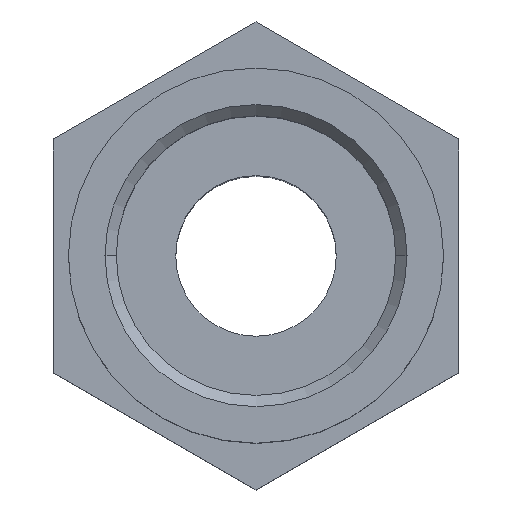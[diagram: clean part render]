
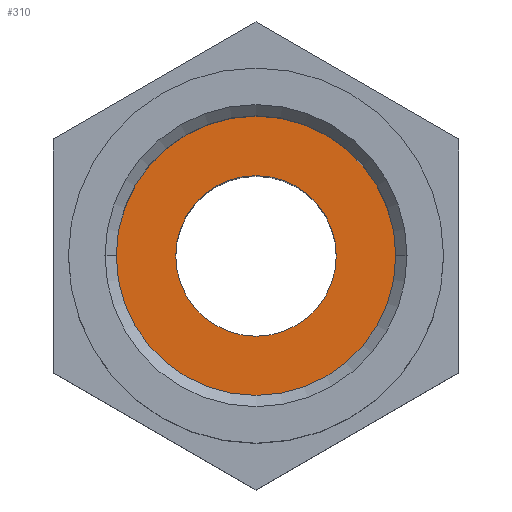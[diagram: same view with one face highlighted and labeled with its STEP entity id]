
A CAD part, top view. The second image highlights one B-rep face of the part: STEP entity #310.
In plain terms, the highlighted planar face has unit normal (0, 0, 1).
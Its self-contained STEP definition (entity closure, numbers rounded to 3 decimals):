
#24 = AXIS2_PLACEMENT_3D ( 'NONE', #311, #654, #983 ) ;
#55 = DIRECTION ( 'NONE',  ( 1., 0., 0. ) ) ;
#58 = EDGE_CURVE ( 'NONE', #853, #1006, #475, .T. ) ;
#124 = CARTESIAN_POINT ( 'NONE',  ( 5.35, 0., -12. ) ) ;
#125 = DIRECTION ( 'NONE',  ( 0., 0., 1. ) ) ;
#130 = CARTESIAN_POINT ( 'NONE',  ( -9.315, 0., -12. ) ) ;
#184 = CIRCLE ( 'NONE', #801, 5.35 ) ;
#209 = DIRECTION ( 'NONE',  ( 0., 0., 1. ) ) ;
#211 = CARTESIAN_POINT ( 'NONE',  ( 0., 0., -12. ) ) ;
#310 = ADVANCED_FACE ( 'NONE', ( #394, #734 ), #1067, .F. ) ;
#311 = CARTESIAN_POINT ( 'NONE',  ( 0., 9.315, -12. ) ) ;
#321 = EDGE_LOOP ( 'NONE', ( #952, #425 ) ) ;
#376 = CIRCLE ( 'NONE', #995, 9.315 ) ;
#394 = FACE_BOUND ( 'NONE', #840, .T. ) ;
#418 = CIRCLE ( 'NONE', #1037, 5.35 ) ;
#425 = ORIENTED_EDGE ( 'NONE', *, *, #968, .T. ) ;
#465 = DIRECTION ( 'NONE',  ( 1., 0., 0. ) ) ;
#475 = CIRCLE ( 'NONE', #1092, 9.315 ) ;
#482 = CARTESIAN_POINT ( 'NONE',  ( 0., 0., -12. ) ) ;
#536 = CARTESIAN_POINT ( 'NONE',  ( 9.315, 0., -12. ) ) ;
#555 = DIRECTION ( 'NONE',  ( 1., 0., 0. ) ) ;
#557 = DIRECTION ( 'NONE',  ( 0., 0., 1. ) ) ;
#594 = ORIENTED_EDGE ( 'NONE', *, *, #1002, .F. ) ;
#603 = VERTEX_POINT ( 'NONE', #124 ) ;
#654 = DIRECTION ( 'NONE',  ( 0., 0., -1. ) ) ;
#689 = ORIENTED_EDGE ( 'NONE', *, *, #700, .F. ) ;
#700 = EDGE_CURVE ( 'NONE', #603, #990, #418, .T. ) ;
#722 = CARTESIAN_POINT ( 'NONE',  ( -5.35, 0., -12. ) ) ;
#734 = FACE_OUTER_BOUND ( 'NONE', #321, .T. ) ;
#801 = AXIS2_PLACEMENT_3D ( 'NONE', #211, #557, #890 ) ;
#818 = DIRECTION ( 'NONE',  ( 0., 0., 1. ) ) ;
#840 = EDGE_LOOP ( 'NONE', ( #689, #594 ) ) ;
#853 = VERTEX_POINT ( 'NONE', #536 ) ;
#886 = CARTESIAN_POINT ( 'NONE',  ( 0., 0., -12. ) ) ;
#890 = DIRECTION ( 'NONE',  ( 1., 0., 0. ) ) ;
#952 = ORIENTED_EDGE ( 'NONE', *, *, #58, .T. ) ;
#967 = CARTESIAN_POINT ( 'NONE',  ( 0., 0., -12. ) ) ;
#968 = EDGE_CURVE ( 'NONE', #1006, #853, #376, .T. ) ;
#983 = DIRECTION ( 'NONE',  ( -1., 0., 0. ) ) ;
#990 = VERTEX_POINT ( 'NONE', #722 ) ;
#995 = AXIS2_PLACEMENT_3D ( 'NONE', #886, #125, #465 ) ;
#1002 = EDGE_CURVE ( 'NONE', #990, #603, #184, .T. ) ;
#1006 = VERTEX_POINT ( 'NONE', #130 ) ;
#1037 = AXIS2_PLACEMENT_3D ( 'NONE', #482, #818, #55 ) ;
#1067 = PLANE ( 'NONE',  #24 ) ;
#1092 = AXIS2_PLACEMENT_3D ( 'NONE', #967, #209, #555 ) ;
